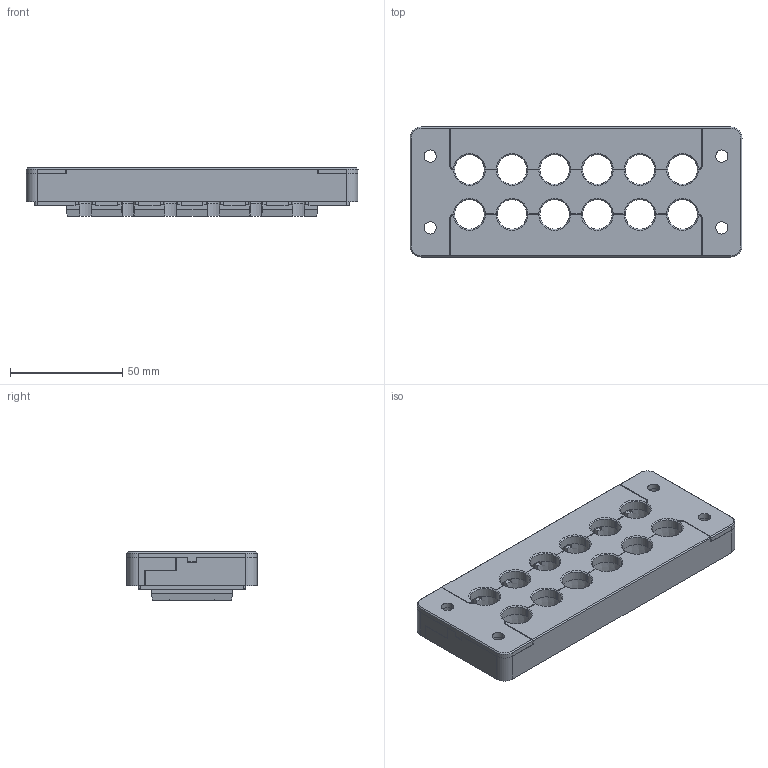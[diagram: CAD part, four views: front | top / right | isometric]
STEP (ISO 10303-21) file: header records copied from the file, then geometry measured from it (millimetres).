
FILE_DESCRIPTION (( 'STEP AP203' ), '1' );
FILE_NAME ('591000.step', '2022-06-02T10:38:20', ( '' ), ( '' ), 'SwSTEP 2.0', 'SolidWorks 2021', '' );
FILE_SCHEMA (( 'CONFIG_CONTROL_DESIGN' ));
Length unit declared in the file: inch
Products named in the file (1): 591000
Bounding box: 148 x 58 x 21.5 mm (x, y, z)
Volume: 100045.5 mm3; surface area: 55650.4 mm2
Topology: 4 solids, 4 shells, 806 faces, 2299 edges, 1514 vertices
Faces by surface type: plane 466, cylinder 235, cone 64, bspline 41
Entity records: 26757 total; most frequent: CARTESIAN_POINT 5560, ORIENTED_EDGE 4598, DIRECTION 4234, EDGE_CURVE 2299, LINE 1562, VECTOR 1562, VERTEX_POINT 1514, AXIS2_PLACEMENT_3D 1336
